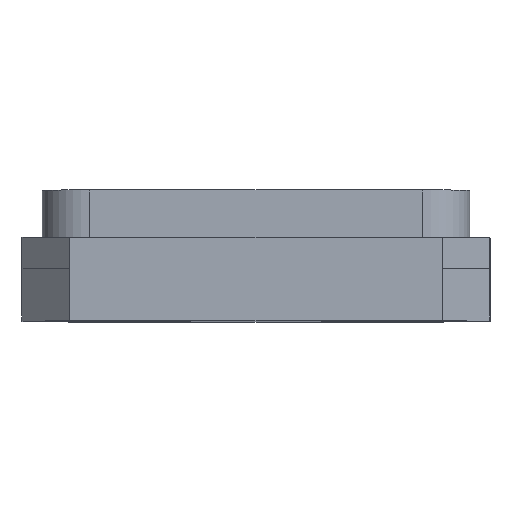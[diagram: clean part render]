
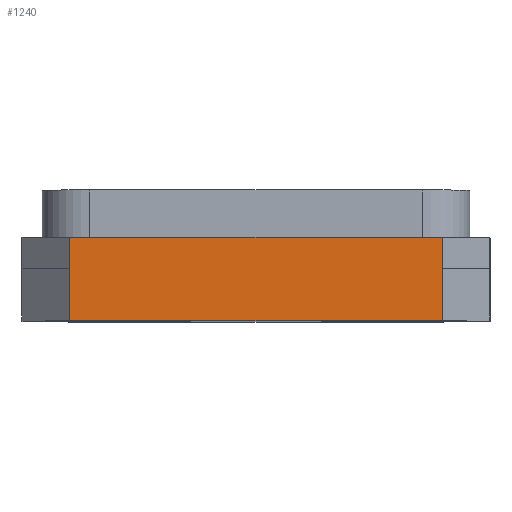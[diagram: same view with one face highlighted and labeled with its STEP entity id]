
A CAD part, top view. The second image highlights one B-rep face of the part: STEP entity #1240.
In plain terms, the highlighted planar face has unit normal (0, 0, 1).
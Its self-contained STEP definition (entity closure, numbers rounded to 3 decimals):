
#12 = CARTESIAN_POINT ( 'NONE',  ( -0.996, 0.447, 1.6 ) ) ;
#21 = EDGE_CURVE ( 'NONE', #1253, #1016, #2107, .T. ) ;
#88 = CARTESIAN_POINT ( 'NONE',  ( 0.996, 0., 1.6 ) ) ;
#105 = DIRECTION ( 'NONE',  ( -1., 0., 0. ) ) ;
#196 = CARTESIAN_POINT ( 'NONE',  ( -0.996, 0.28, 1.6 ) ) ;
#219 = DIRECTION ( 'NONE',  ( 0., 1., 0. ) ) ;
#249 = EDGE_CURVE ( 'NONE', #1345, #407, #468, .T. ) ;
#407 = VERTEX_POINT ( 'NONE', #1100 ) ;
#441 = CARTESIAN_POINT ( 'NONE',  ( 0.996, 0.65, 1.6 ) ) ;
#448 = EDGE_CURVE ( 'NONE', #2099, #1253, #555, .T. ) ;
#456 = LINE ( 'NONE', #1908, #1182 ) ;
#468 = LINE ( 'NONE', #863, #1736 ) ;
#522 = CARTESIAN_POINT ( 'NONE',  ( -0.996, 0.65, 1.6 ) ) ;
#535 = CARTESIAN_POINT ( 'NONE',  ( 1.25, 0.65, 1.6 ) ) ;
#537 = ORIENTED_EDGE ( 'NONE', *, *, #679, .T. ) ;
#555 = LINE ( 'NONE', #1431, #1363 ) ;
#679 = EDGE_CURVE ( 'NONE', #995, #2099, #1892, .T. ) ;
#792 = ORIENTED_EDGE ( 'NONE', *, *, #448, .T. ) ;
#846 = EDGE_CURVE ( 'NONE', #407, #995, #1485, .T. ) ;
#863 = CARTESIAN_POINT ( 'NONE',  ( 0.996, 0.65, 1.6 ) ) ;
#995 = VERTEX_POINT ( 'NONE', #1624 ) ;
#1016 = VERTEX_POINT ( 'NONE', #1113 ) ;
#1061 = PLANE ( 'NONE',  #1901 ) ;
#1100 = CARTESIAN_POINT ( 'NONE',  ( 0.996, 0.28, 1.6 ) ) ;
#1113 = CARTESIAN_POINT ( 'NONE',  ( -0.996, 0., 1.6 ) ) ;
#1182 = VECTOR ( 'NONE', #1941, 1000. ) ;
#1196 = ORIENTED_EDGE ( 'NONE', *, *, #21, .T. ) ;
#1235 = DIRECTION ( 'NONE',  ( 0., -1., 0. ) ) ;
#1236 = FACE_OUTER_BOUND ( 'NONE', #1839, .T. ) ;
#1240 = ADVANCED_FACE ( 'NONE', ( #1236 ), #1061, .F. ) ;
#1253 = VERTEX_POINT ( 'NONE', #196 ) ;
#1260 = DIRECTION ( 'NONE',  ( 0., -1., 0. ) ) ;
#1290 = ORIENTED_EDGE ( 'NONE', *, *, #1497, .T. ) ;
#1300 = DIRECTION ( 'NONE',  ( 0., 1., 0. ) ) ;
#1345 = VERTEX_POINT ( 'NONE', #88 ) ;
#1363 = VECTOR ( 'NONE', #1260, 1000. ) ;
#1431 = CARTESIAN_POINT ( 'NONE',  ( -0.996, 0.65, 1.6 ) ) ;
#1485 = LINE ( 'NONE', #441, #1922 ) ;
#1497 = EDGE_CURVE ( 'NONE', #1016, #1345, #456, .T. ) ;
#1499 = ORIENTED_EDGE ( 'NONE', *, *, #249, .T. ) ;
#1532 = CARTESIAN_POINT ( 'NONE',  ( -1.25, 0.447, 1.6 ) ) ;
#1584 = DIRECTION ( 'NONE',  ( 0., 1., 0. ) ) ;
#1585 = VECTOR ( 'NONE', #1235, 1000. ) ;
#1624 = CARTESIAN_POINT ( 'NONE',  ( 0.996, 0.447, 1.6 ) ) ;
#1625 = ORIENTED_EDGE ( 'NONE', *, *, #846, .T. ) ;
#1736 = VECTOR ( 'NONE', #1584, 1000. ) ;
#1773 = VECTOR ( 'NONE', #105, 1000. ) ;
#1839 = EDGE_LOOP ( 'NONE', ( #1290, #1499, #1625, #537, #792, #1196 ) ) ;
#1892 = LINE ( 'NONE', #1532, #1773 ) ;
#1901 = AXIS2_PLACEMENT_3D ( 'NONE', #535, #1980, #219 ) ;
#1908 = CARTESIAN_POINT ( 'NONE',  ( 1.25, 0., 1.6 ) ) ;
#1922 = VECTOR ( 'NONE', #1300, 1000. ) ;
#1941 = DIRECTION ( 'NONE',  ( 1., 0., 0. ) ) ;
#1980 = DIRECTION ( 'NONE',  ( 0., 0., -1. ) ) ;
#2099 = VERTEX_POINT ( 'NONE', #12 ) ;
#2107 = LINE ( 'NONE', #522, #1585 ) ;
